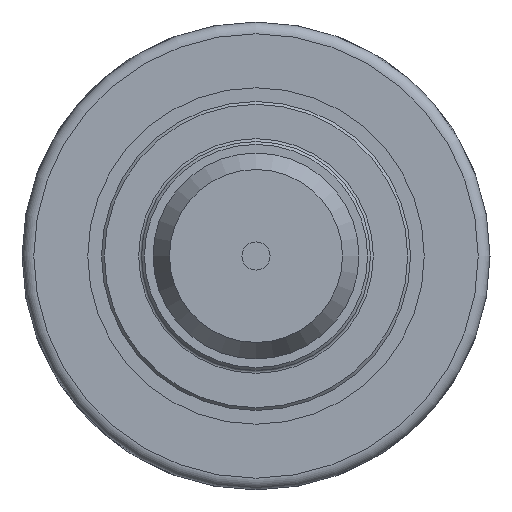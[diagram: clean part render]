
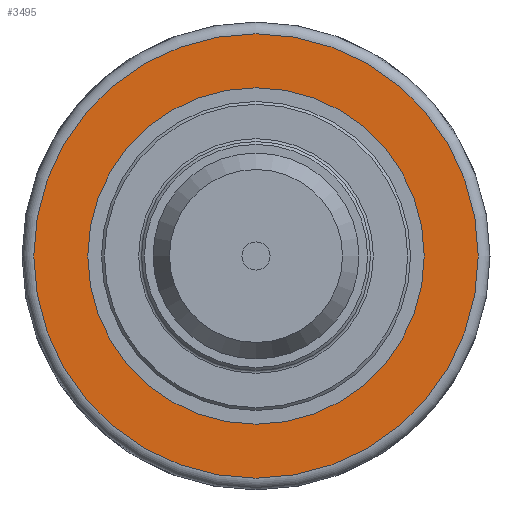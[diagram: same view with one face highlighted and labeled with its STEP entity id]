
A CAD part, left-side view. The second image highlights one B-rep face of the part: STEP entity #3495.
In plain terms, the highlighted planar face has unit normal (-1, 0, 0).
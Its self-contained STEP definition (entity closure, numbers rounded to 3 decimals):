
#148=FACE_BOUND('',#566,.T.);
#226=PLANE('',#3907);
#362=FACE_OUTER_BOUND('',#565,.T.);
#565=EDGE_LOOP('',(#2663,#2664));
#566=EDGE_LOOP('',(#2665,#2666));
#970=CIRCLE('',#3666,29.4);
#971=CIRCLE('',#3667,29.4);
#1139=CIRCLE('',#3905,38.835);
#1140=CIRCLE('',#3906,38.835);
#1280=VERTEX_POINT('',#5315);
#1281=VERTEX_POINT('',#5316);
#1432=VERTEX_POINT('',#6065);
#1433=VERTEX_POINT('',#6067);
#1639=EDGE_CURVE('',#1280,#1281,#970,.T.);
#1640=EDGE_CURVE('',#1281,#1280,#971,.T.);
#1883=EDGE_CURVE('',#1432,#1433,#1139,.T.);
#1884=EDGE_CURVE('',#1433,#1432,#1140,.T.);
#2663=ORIENTED_EDGE('',*,*,#1884,.F.);
#2664=ORIENTED_EDGE('',*,*,#1883,.F.);
#2665=ORIENTED_EDGE('',*,*,#1640,.T.);
#2666=ORIENTED_EDGE('',*,*,#1639,.T.);
#3495=ADVANCED_FACE('',(#362,#148),#226,.T.);
#3666=AXIS2_PLACEMENT_3D('',#5317,#4226,#4227);
#3667=AXIS2_PLACEMENT_3D('',#5318,#4228,#4229);
#3905=AXIS2_PLACEMENT_3D('',#6068,#4755,#4756);
#3906=AXIS2_PLACEMENT_3D('',#6069,#4757,#4758);
#3907=AXIS2_PLACEMENT_3D('',#6070,#4759,#4760);
#4226=DIRECTION('center_axis',(1.,0.,0.));
#4227=DIRECTION('ref_axis',(0.,0.,
-1.));
#4228=DIRECTION('center_axis',(1.,0.,0.));
#4229=DIRECTION('ref_axis',(0.,0.,
-1.));
#4755=DIRECTION('center_axis',(1.,0.,0.));
#4756=DIRECTION('ref_axis',(0.,0.,
1.));
#4757=DIRECTION('center_axis',(1.,0.,0.));
#4758=DIRECTION('ref_axis',(0.,0.,
1.));
#4759=DIRECTION('center_axis',(-1.,0.,0.));
#4760=DIRECTION('ref_axis',(0.,1.,0.));
#5315=CARTESIAN_POINT('',(22.,0.,29.4));
#5316=CARTESIAN_POINT('',(22.,0.,-29.4));
#5317=CARTESIAN_POINT('Origin',(22.,0.,0.));
#5318=CARTESIAN_POINT('Origin',(22.,0.,0.));
#6065=CARTESIAN_POINT('',(22.,38.835,0.));
#6067=CARTESIAN_POINT('',(22.,0.,-38.835));
#6068=CARTESIAN_POINT('Origin',(22.,0.,0.));
#6069=CARTESIAN_POINT('Origin',(22.,0.,0.));
#6070=CARTESIAN_POINT('Origin',(22.,0.,-35.103));
